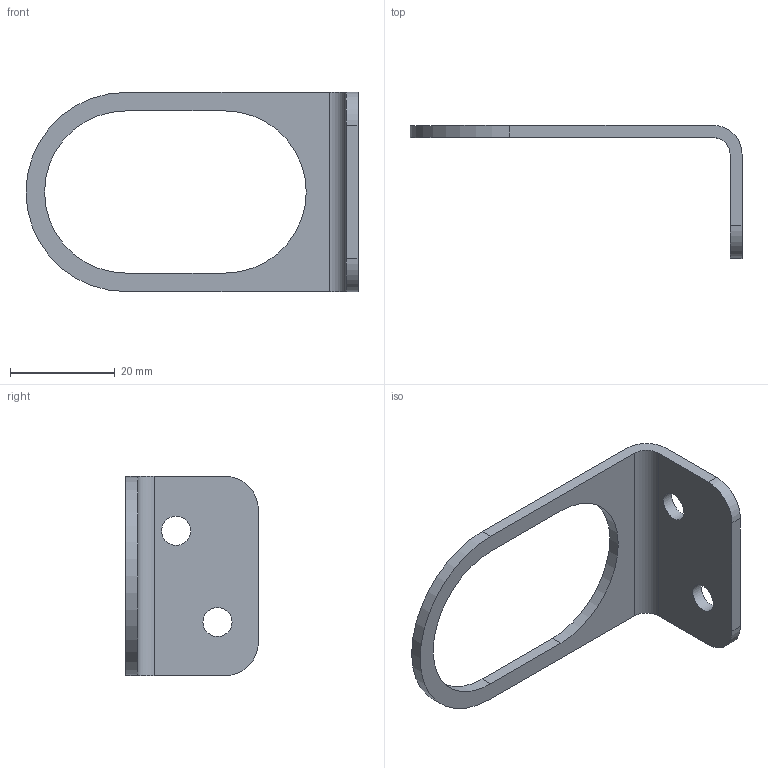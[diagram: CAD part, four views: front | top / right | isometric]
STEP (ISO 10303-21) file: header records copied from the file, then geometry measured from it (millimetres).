
FILE_DESCRIPTION(/* description */ (''),/* implementation_level */ '2;1');
FILE_NAME(/* name */ 'FBKT-8.stp',/* time_stamp */ '2015-08-19T11:39:28-04:00',/* author */ ('eanderson'),/* organization */ (''),/* preprocessor_version */ 'ST-DEVELOPER v15.2',/* originating_system */ 'Autodesk Inventor 2014',/* authorisation */ '');
FILE_SCHEMA (('AUTOMOTIVE_DESIGN { 1 0 10303 214 3 1 1 }'));
Length unit declared in the file: inch
Products named in the file (1): 707034
Bounding box: 63.5 x 25.4 x 38.1 mm (x, y, z)
Volume: 3802.3 mm3; surface area: 4228 mm2
Topology: 1 solids, 1 shells, 18 faces, 48 edges, 32 vertices
Faces by surface type: cylinder 9, plane 9
Full cylindrical faces by diameter (mm): 5.556 x2
Entity records: 595 total; most frequent: DIRECTION 102, CARTESIAN_POINT 97, ORIENTED_EDGE 92, EDGE_CURVE 46, AXIS2_PLACEMENT_3D 37, VERTEX_POINT 32, LINE 28, VECTOR 28
